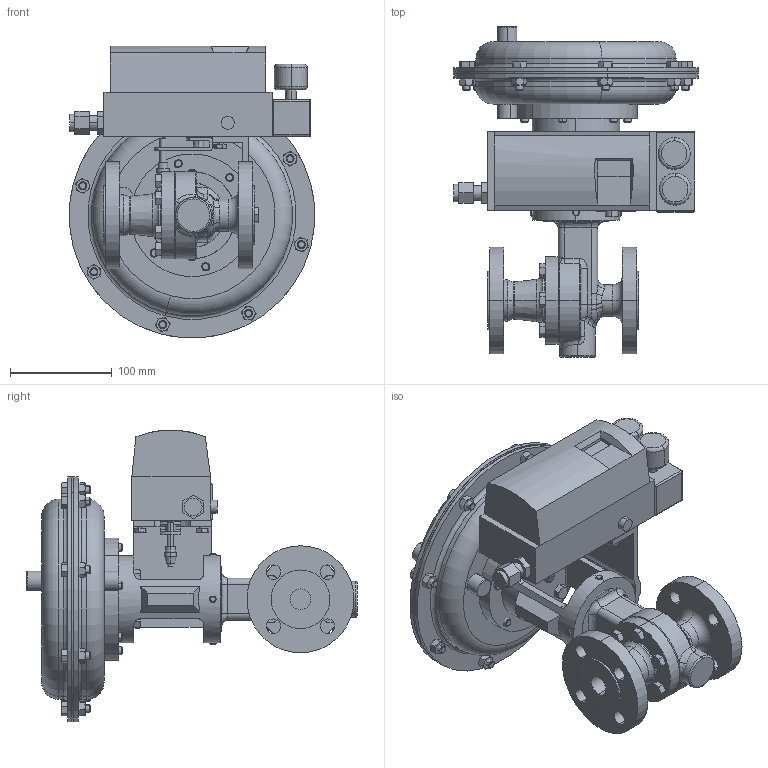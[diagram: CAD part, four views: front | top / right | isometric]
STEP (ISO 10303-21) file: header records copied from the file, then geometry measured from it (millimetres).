
FILE_DESCRIPTION (( 'STEP AP203' ), '1' );
FILE_NAME ('70SP-075-CS+S6-I7-35M-16IQ.STEP', '2017-09-11T15:03:44', ( '' ), ( '' ), 'SwSTEP 2.0', 'SolidWorks 2014', '' );
FILE_SCHEMA (( 'CONFIG_CONTROL_DESIGN' ));
Length unit declared in the file: inch
Products named in the file (1): 70SP-075-CS+S6-I7-35M-16IQ
Bounding box: 240.92 x 324.02 x 286.54 mm (x, y, z)
Volume: 4743499.1 mm3; surface area: 631892.3 mm2
Topology: 52 solids, 52 shells, 1073 faces, 2335 edges, 1402 vertices
Faces by surface type: plane 444, cone 336, cylinder 201, bspline 47, torus 41, sphere 4
Entity records: 33404 total; most frequent: CARTESIAN_POINT 10888, ORIENTED_EDGE 4642, DIRECTION 4559, EDGE_CURVE 2321, AXIS2_PLACEMENT_3D 1842, VERTEX_POINT 1402, EDGE_LOOP 1143, ADVANCED_FACE 1073
